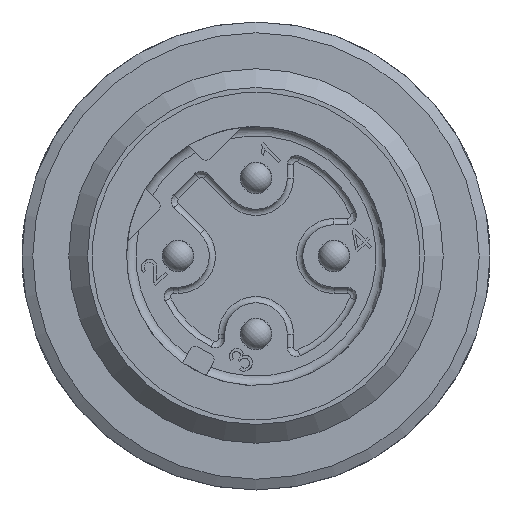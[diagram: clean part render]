
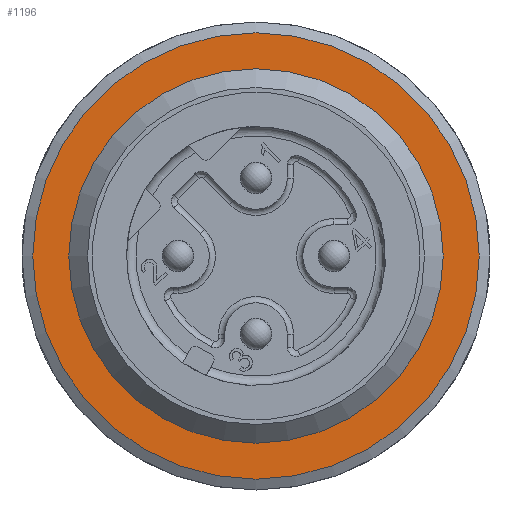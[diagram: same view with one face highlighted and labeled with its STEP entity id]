
A CAD part, front view. The second image highlights one B-rep face of the part: STEP entity #1196.
In plain terms, the highlighted planar face has unit normal (0, -1, 0).
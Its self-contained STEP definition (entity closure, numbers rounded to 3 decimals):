
#558=PLANE('',#4549);
#1196=ADVANCED_FACE('',(#1558,#1559),#558,.F.);
#1558=FACE_BOUND('',#1636,.T.);
#1559=FACE_BOUND('',#1637,.T.);
#1636=EDGE_LOOP('',(#1972));
#1637=EDGE_LOOP('',(#1973));
#1972=ORIENTED_EDGE('',*,*,#3659,.F.);
#1973=ORIENTED_EDGE('',*,*,#3660,.T.);
#3247=VERTEX_POINT('',#6248);
#3248=VERTEX_POINT('',#6251);
#3659=EDGE_CURVE('',#3247,#3247,#4294,.T.);
#3660=EDGE_CURVE('',#3248,#3248,#4295,.T.);
#4294=CIRCLE('',#4546,6.);
#4295=CIRCLE('',#4548,7.154);
#4546=AXIS2_PLACEMENT_3D('',#6247,#5038,#5039);
#4548=AXIS2_PLACEMENT_3D('',#6250,#5042,#5043);
#4549=AXIS2_PLACEMENT_3D('',#6252,#5044,#5045);
#5038=DIRECTION('',(0.,-1.,0.));
#5039=DIRECTION('',(-0.866,0.,0.5));
#5042=DIRECTION('',(0.,-1.,0.));
#5043=DIRECTION('',(-0.866,0.,0.5));
#5044=DIRECTION('',(0.,1.,0.));
#5045=DIRECTION('',(-0.866,0.,0.5));
#6247=CARTESIAN_POINT('',(132.751,-47.35,0.));
#6248=CARTESIAN_POINT('',(127.555,-47.35,3.));
#6250=CARTESIAN_POINT('',(132.751,-47.35,0.));
#6251=CARTESIAN_POINT('',(126.556,-47.35,3.577));
#6252=CARTESIAN_POINT('',(129.174,-47.35,-6.195));
